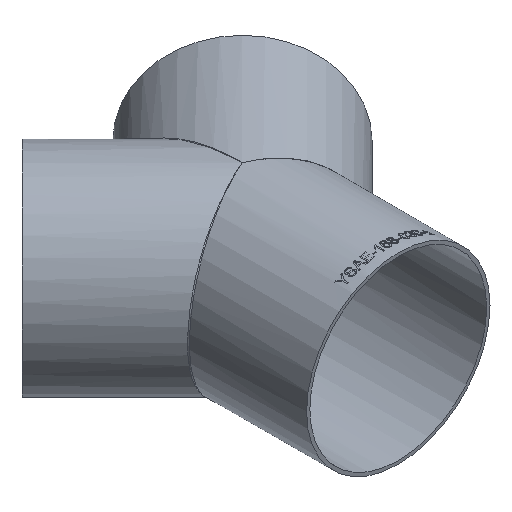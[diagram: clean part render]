
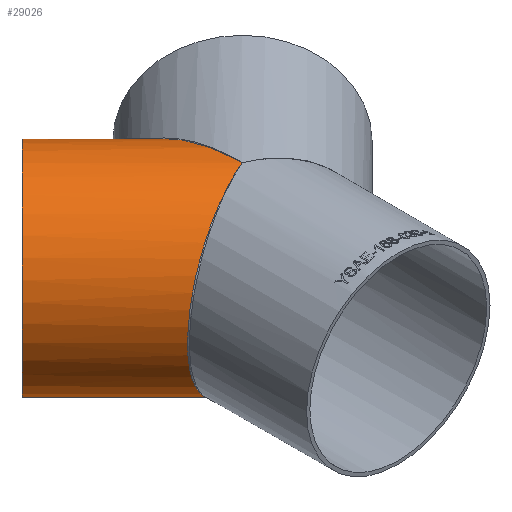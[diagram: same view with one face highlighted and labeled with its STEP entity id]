
A CAD part, isometric view. The second image highlights one B-rep face of the part: STEP entity #29026.
In plain terms, the highlighted cylindrical face has radius 84.15 mm (diameter 168.3 mm), a full revolution.
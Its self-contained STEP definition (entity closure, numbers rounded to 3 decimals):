
#98 = AXIS2_PLACEMENT_3D ( 'NONE', #17855, #27136, #11105 ) ;
#959 = CARTESIAN_POINT ( 'NONE',  ( -160.619, 41.613, 0. ) ) ;
#2787 =( BOUNDED_CURVE ( )  B_SPLINE_CURVE ( 3, ( #21492, #24194, #19388, #21931 ),
 .UNSPECIFIED., .F., .T. ) 
 B_SPLINE_CURVE_WITH_KNOTS ( ( 4, 4 ),
 ( 4.712, 7.854 ),
 .UNSPECIFIED. ) 
 CURVE ( )  GEOMETRIC_REPRESENTATION_ITEM ( )  RATIONAL_B_SPLINE_CURVE ( ( 1., 0.333, 0.333, 1. ) ) 
 REPRESENTATION_ITEM ( '' )  );
#3855 = EDGE_CURVE ( 'NONE', #13813, #21403, #6535, .T. ) ;
#5722 = EDGE_CURVE ( 'NONE', #21403, #13813, #2787, .T. ) ;
#6535 =( BOUNDED_CURVE ( )  B_SPLINE_CURVE ( 3, ( #7425, #28156, #12223, #10135 ),
 .UNSPECIFIED., .F., .T. ) 
 B_SPLINE_CURVE_WITH_KNOTS ( ( 4, 4 ),
 ( 1.571, 4.712 ),
 .UNSPECIFIED. ) 
 CURVE ( )  GEOMETRIC_REPRESENTATION_ITEM ( )  RATIONAL_B_SPLINE_CURVE ( ( 1., 0.333, 0.333, 1. ) ) 
 REPRESENTATION_ITEM ( '' )  );
#6818 = CARTESIAN_POINT ( 'NONE',  ( -101.116, 101.116, 0. ) ) ;
#7425 = CARTESIAN_POINT ( 'NONE',  ( 0., 0., 84.15 ) ) ;
#10135 = CARTESIAN_POINT ( 'NONE',  ( 0., 0., -84.15 ) ) ;
#10643 = ORIENTED_EDGE ( 'NONE', *, *, #3855, .T. ) ;
#11024 = AXIS2_PLACEMENT_3D ( 'NONE', #6818, #27534, #17941 ) ;
#11105 = DIRECTION ( 'NONE',  ( -0.707, -0.707, 0. ) ) ;
#12223 = CARTESIAN_POINT ( 'NONE',  ( -2.404, 240.416, -84.15 ) ) ;
#13813 = VERTEX_POINT ( 'NONE', #24945 ) ;
#15591 = CYLINDRICAL_SURFACE ( 'NONE', #98, 84.15 ) ;
#16231 = EDGE_LOOP ( 'NONE', ( #10643, #19460 ) ) ;
#17855 = CARTESIAN_POINT ( 'NONE',  ( 65.524, -65.524, 0. ) ) ;
#17941 = DIRECTION ( 'NONE',  ( -0.707, -0.707, 0. ) ) ;
#19342 = ORIENTED_EDGE ( 'NONE', *, *, #24435, .F. ) ;
#19388 = CARTESIAN_POINT ( 'NONE',  ( -169.296, -68.716, 84.15 ) ) ;
#19460 = ORIENTED_EDGE ( 'NONE', *, *, #5722, .T. ) ;
#21403 = VERTEX_POINT ( 'NONE', #29123 ) ;
#21492 = CARTESIAN_POINT ( 'NONE',  ( 0., 0., -84.15 ) ) ;
#21931 = CARTESIAN_POINT ( 'NONE',  ( 0., 0., 84.15 ) ) ;
#24194 = CARTESIAN_POINT ( 'NONE',  ( -169.296, -68.716, -84.15 ) ) ;
#24435 = EDGE_CURVE ( 'NONE', #25697, #25697, #27816, .T. ) ;
#24748 = FACE_OUTER_BOUND ( 'NONE', #16231, .T. ) ;
#24945 = CARTESIAN_POINT ( 'NONE',  ( 0., 0., 84.15 ) ) ;
#25697 = VERTEX_POINT ( 'NONE', #959 ) ;
#26993 = FACE_OUTER_BOUND ( 'NONE', #28890, .T. ) ;
#27136 = DIRECTION ( 'NONE',  ( -0.707, 0.707, 0. ) ) ;
#27534 = DIRECTION ( 'NONE',  ( -0.707, 0.707, 0. ) ) ;
#27816 = CIRCLE ( 'NONE', #11024, 84.15 ) ;
#28156 = CARTESIAN_POINT ( 'NONE',  ( -2.404, 240.416, 84.15 ) ) ;
#28890 = EDGE_LOOP ( 'NONE', ( #19342 ) ) ;
#29026 = ADVANCED_FACE ( 'NONE', ( #24748, #26993 ), #15591, .T. ) ;
#29123 = CARTESIAN_POINT ( 'NONE',  ( 0., 0., -84.15 ) ) ;
